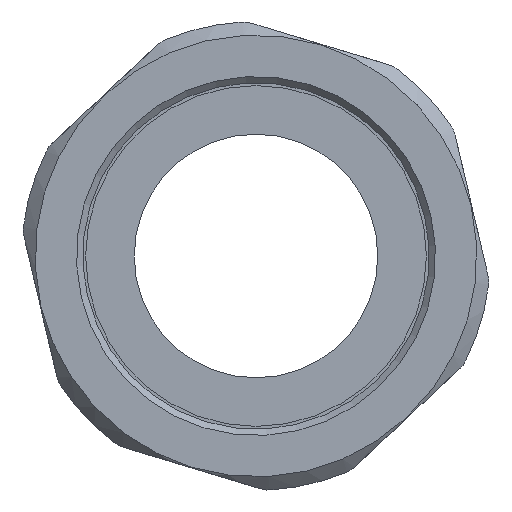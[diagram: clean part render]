
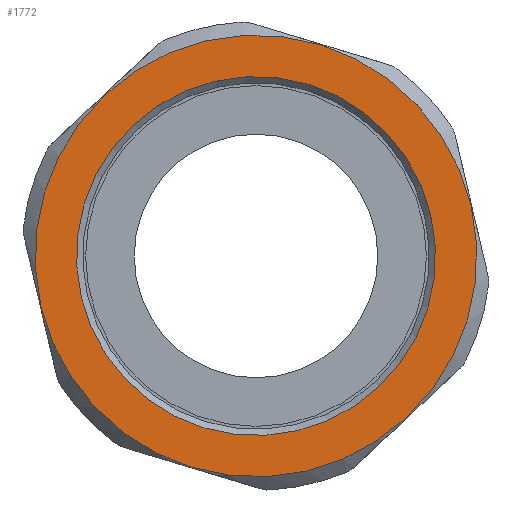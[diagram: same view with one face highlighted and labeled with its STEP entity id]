
A CAD part, front view. The second image highlights one B-rep face of the part: STEP entity #1772.
In plain terms, the highlighted planar face has unit normal (0, -1, 0).
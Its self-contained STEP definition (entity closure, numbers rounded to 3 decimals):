
#230=FACE_BOUND('',#404,.T.);
#245=PLANE('',#1923);
#299=FACE_OUTER_BOUND('',#403,.T.);
#403=EDGE_LOOP('',(#1341));
#404=EDGE_LOOP('',(#1342));
#668=CIRCLE('',#1922,14.225);
#669=CIRCLE('',#1924,17.5);
#770=VERTEX_POINT('',#2782);
#771=VERTEX_POINT('',#2786);
#979=EDGE_CURVE('',#770,#770,#668,.T.);
#980=EDGE_CURVE('',#771,#771,#669,.T.);
#1341=ORIENTED_EDGE('',*,*,#980,.T.);
#1342=ORIENTED_EDGE('',*,*,#979,.F.);
#1772=ADVANCED_FACE('',(#299,#230),#245,.T.);
#1922=AXIS2_PLACEMENT_3D('',#2784,#2188,#2189);
#1923=AXIS2_PLACEMENT_3D('',#2785,#2190,#2191);
#1924=AXIS2_PLACEMENT_3D('',#2787,#2192,#2193);
#2188=DIRECTION('center_axis',(0.,-1.,0.));
#2189=DIRECTION('ref_axis',(0.29,0.,0.957));
#2190=DIRECTION('center_axis',(0.,-1.,0.));
#2191=DIRECTION('ref_axis',(0.957,0.,-0.29));
#2192=DIRECTION('center_axis',(0.,-1.,0.));
#2193=DIRECTION('ref_axis',(0.29,0.,0.957));
#2782=CARTESIAN_POINT('',(-4.122,-7.29,-13.615));
#2784=CARTESIAN_POINT('Origin',(0.,-7.29,
0.));
#2785=CARTESIAN_POINT('Origin',(-3.977,-7.29,-13.136));
#2786=CARTESIAN_POINT('',(-5.07,-7.29,-16.749));
#2787=CARTESIAN_POINT('Origin',(0.,-7.29,
0.));
